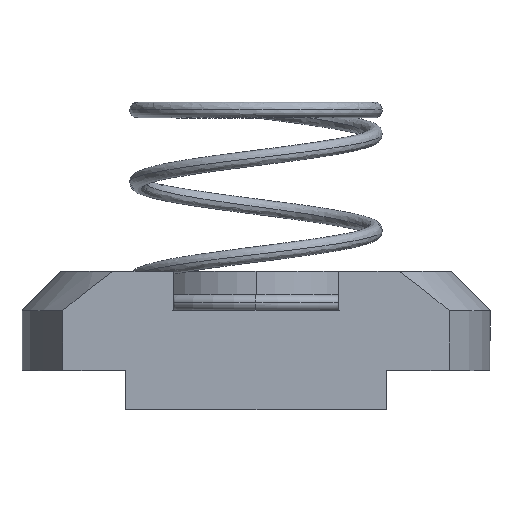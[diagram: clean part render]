
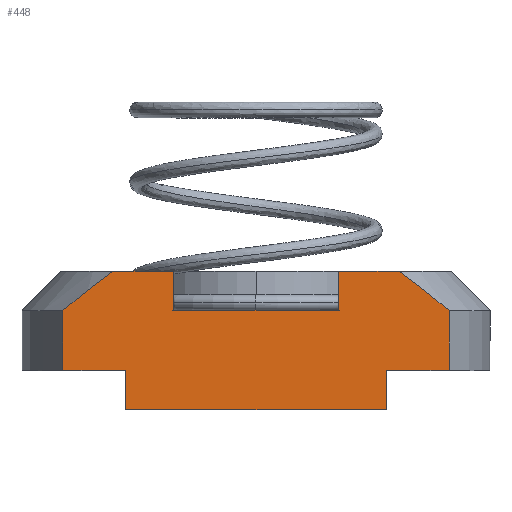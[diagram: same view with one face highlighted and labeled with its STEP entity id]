
A CAD part, top view. The second image highlights one B-rep face of the part: STEP entity #448.
In plain terms, the highlighted planar face has unit normal (0, 0, 1).
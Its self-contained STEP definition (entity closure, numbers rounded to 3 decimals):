
#46 = ORIENTED_EDGE ( 'NONE', *, *, #832, .T. ) ;
#47 = ORIENTED_EDGE ( 'NONE', *, *, #833, .T. ) ;
#48 = ORIENTED_EDGE ( 'NONE', *, *, #845, .T. ) ;
#49 = ORIENTED_EDGE ( 'NONE', *, *, #834, .T. ) ;
#50 = ORIENTED_EDGE ( 'NONE', *, *, #835, .T. ) ;
#51 = ORIENTED_EDGE ( 'NONE', *, *, #836, .T. ) ;
#52 = ORIENTED_EDGE ( 'NONE', *, *, #837, .T. ) ;
#53 = ORIENTED_EDGE ( 'NONE', *, *, #838, .T. ) ;
#54 = ORIENTED_EDGE ( 'NONE', *, *, #839, .T. ) ;
#55 = ORIENTED_EDGE ( 'NONE', *, *, #840, .T. ) ;
#56 = ORIENTED_EDGE ( 'NONE', *, *, #847, .F. ) ;
#57 = ORIENTED_EDGE ( 'NONE', *, *, #841, .T. ) ;
#58 = ORIENTED_EDGE ( 'NONE', *, *, #842, .F. ) ;
#59 = ORIENTED_EDGE ( 'NONE', *, *, #851, .F. ) ;
#122 = EDGE_LOOP ( 'NONE', ( #59, #58, #57, #56, #55, #54, #53, #52, #51, #50, #49, #48, #47, #46 ) ) ;
#154 = VERTEX_POINT ( 'NONE', #337 ) ;
#155 = VERTEX_POINT ( 'NONE', #338 ) ;
#156 = VERTEX_POINT ( 'NONE', #339 ) ;
#157 = VERTEX_POINT ( 'NONE', #336 ) ;
#158 = VERTEX_POINT ( 'NONE', #335 ) ;
#159 = VERTEX_POINT ( 'NONE', #334 ) ;
#161 = VERTEX_POINT ( 'NONE', #293 ) ;
#162 = VERTEX_POINT ( 'NONE', #292 ) ;
#163 = VERTEX_POINT ( 'NONE', #291 ) ;
#165 = VERTEX_POINT ( 'NONE', #289 ) ;
#166 = VERTEX_POINT ( 'NONE', #276 ) ;
#169 = VERTEX_POINT ( 'NONE', #285 ) ;
#171 = VERTEX_POINT ( 'NONE', #323 ) ;
#172 = VERTEX_POINT ( 'NONE', #324 ) ;
#276 = CARTESIAN_POINT ( 'NONE',  ( 5., 0., 5.1 ) ) ;
#285 = CARTESIAN_POINT ( 'NONE',  ( 7.416, 1.5, 5.1 ) ) ;
#289 = CARTESIAN_POINT ( 'NONE',  ( -7.416, 1.5, 5.1 ) ) ;
#291 = CARTESIAN_POINT ( 'NONE',  ( -7.416, 3.8, 5.1 ) ) ;
#292 = CARTESIAN_POINT ( 'NONE',  ( 7.416, 3.8, 5.1 ) ) ;
#293 = CARTESIAN_POINT ( 'NONE',  ( -5., 1.5, 5.1 ) ) ;
#323 = CARTESIAN_POINT ( 'NONE',  ( 5., 1.5, 5.1 ) ) ;
#324 = CARTESIAN_POINT ( 'NONE',  ( -5., 0., 5.1 ) ) ;
#334 = CARTESIAN_POINT ( 'NONE',  ( 5.499, 5.3, 5.1 ) ) ;
#335 = CARTESIAN_POINT ( 'NONE',  ( 3.161, 5.3, 5.1 ) ) ;
#336 = CARTESIAN_POINT ( 'NONE',  ( 3.161, 3.8, 5.1 ) ) ;
#337 = CARTESIAN_POINT ( 'NONE',  ( -5.499, 5.3, 5.1 ) ) ;
#338 = CARTESIAN_POINT ( 'NONE',  ( -3.161, 5.3, 5.1 ) ) ;
#339 = CARTESIAN_POINT ( 'NONE',  ( -3.161, 3.8, 5.1 ) ) ;
#397 = PLANE ( 'NONE',  #873 ) ;
#398 = CARTESIAN_POINT ( 'NONE',  ( -7.416, 5.3, 5.1 ) ) ;
#403 = DIRECTION ( 'NONE',  ( 0., 0., 1. ) ) ;
#404 = DIRECTION ( 'NONE',  ( 1., 0., 0. ) ) ;
#448 = ADVANCED_FACE ( 'NONE', ( #654 ), #397, .T. ) ;
#474 = B_SPLINE_CURVE_WITH_KNOTS ( 'NONE', 3,
 ( #2217, #2216, #2231, #2232 ),
 .UNSPECIFIED., .F., .F.,
 ( 4, 4 ),
 ( 0.012, 0.015 ),
 .UNSPECIFIED. ) ;
#500 = B_SPLINE_CURVE_WITH_KNOTS ( 'NONE', 3,
 ( #2213, #2207, #2218, #2219 ),
 .UNSPECIFIED., .F., .F.,
 ( 4, 4 ),
 ( 0.027, 0.029 ),
 .UNSPECIFIED. ) ;
#654 = FACE_OUTER_BOUND ( 'NONE', #122, .T. ) ;
#832 = EDGE_CURVE ( 'NONE', #161, #172, #1312, .T. ) ;
#833 = EDGE_CURVE ( 'NONE', #165, #161, #1317, .T. ) ;
#834 = EDGE_CURVE ( 'NONE', #154, #163, #500, .T. ) ;
#835 = EDGE_CURVE ( 'NONE', #155, #154, #1319, .T. ) ;
#836 = EDGE_CURVE ( 'NONE', #156, #155, #1316, .T. ) ;
#837 = EDGE_CURVE ( 'NONE', #157, #156, #1321, .T. ) ;
#838 = EDGE_CURVE ( 'NONE', #158, #157, #1323, .T. ) ;
#839 = EDGE_CURVE ( 'NONE', #159, #158, #1325, .T. ) ;
#840 = EDGE_CURVE ( 'NONE', #162, #159, #474, .T. ) ;
#841 = EDGE_CURVE ( 'NONE', #171, #169, #1329, .T. ) ;
#842 = EDGE_CURVE ( 'NONE', #171, #166, #1327, .T. ) ;
#845 = EDGE_CURVE ( 'NONE', #163, #165, #1335, .T. ) ;
#847 = EDGE_CURVE ( 'NONE', #162, #169, #1338, .T. ) ;
#851 = EDGE_CURVE ( 'NONE', #166, #172, #1343, .T. ) ;
#873 = AXIS2_PLACEMENT_3D ( 'NONE', #398, #403, #404 ) ;
#1312 = LINE ( 'NONE', #2212, #1315 ) ;
#1315 = VECTOR ( 'NONE', #2214, 1000. ) ;
#1316 = LINE ( 'NONE', #2222, #1322 ) ;
#1317 = LINE ( 'NONE', #2206, #1318 ) ;
#1318 = VECTOR ( 'NONE', #2215, 1000. ) ;
#1319 = LINE ( 'NONE', #2220, #1320 ) ;
#1320 = VECTOR ( 'NONE', #2221, 1000. ) ;
#1321 = LINE ( 'NONE', #2224, #1324 ) ;
#1322 = VECTOR ( 'NONE', #2223, 1000. ) ;
#1323 = LINE ( 'NONE', #2226, #1326 ) ;
#1324 = VECTOR ( 'NONE', #2225, 1000. ) ;
#1325 = LINE ( 'NONE', #2228, #1328 ) ;
#1326 = VECTOR ( 'NONE', #2227, 1000. ) ;
#1327 = LINE ( 'NONE', #2235, #1332 ) ;
#1328 = VECTOR ( 'NONE', #2229, 1000. ) ;
#1329 = LINE ( 'NONE', #2233, #1330 ) ;
#1330 = VECTOR ( 'NONE', #2234, 1000. ) ;
#1332 = VECTOR ( 'NONE', #2236, 1000. ) ;
#1335 = LINE ( 'NONE', #2238, #1337 ) ;
#1337 = VECTOR ( 'NONE', #2230, 1000. ) ;
#1338 = LINE ( 'NONE', #2240, #1339 ) ;
#1339 = VECTOR ( 'NONE', #2241, 1000. ) ;
#1343 = LINE ( 'NONE', #2250, #1345 ) ;
#1345 = VECTOR ( 'NONE', #2251, 1000. ) ;
#2206 = CARTESIAN_POINT ( 'NONE',  ( -7.416, 1.5, 5.1 ) ) ;
#2207 = CARTESIAN_POINT ( 'NONE',  ( -6.155, 4.819, 5.1 ) ) ;
#2212 = CARTESIAN_POINT ( 'NONE',  ( -5., 1.5, 5.1 ) ) ;
#2213 = CARTESIAN_POINT ( 'NONE',  ( -5.499, 5.3, 5.1 ) ) ;
#2214 = DIRECTION ( 'NONE',  ( 0., -1., 0. ) ) ;
#2215 = DIRECTION ( 'NONE',  ( 1., 0., 0. ) ) ;
#2216 = CARTESIAN_POINT ( 'NONE',  ( 6.789, 4.316, 5.1 ) ) ;
#2217 = CARTESIAN_POINT ( 'NONE',  ( 7.416, 3.8, 5.1 ) ) ;
#2218 = CARTESIAN_POINT ( 'NONE',  ( -6.79, 4.315, 5.1 ) ) ;
#2219 = CARTESIAN_POINT ( 'NONE',  ( -7.416, 3.8, 5.1 ) ) ;
#2220 = CARTESIAN_POINT ( 'NONE',  ( -7.416, 5.3, 5.1 ) ) ;
#2221 = DIRECTION ( 'NONE',  ( -1., 0., 0. ) ) ;
#2222 = CARTESIAN_POINT ( 'NONE',  ( -3.161, 0., 5.1 ) ) ;
#2223 = DIRECTION ( 'NONE',  ( 0., 1., 0. ) ) ;
#2224 = CARTESIAN_POINT ( 'NONE',  ( -4.25, 3.8, 5.1 ) ) ;
#2225 = DIRECTION ( 'NONE',  ( -1., 0., 0. ) ) ;
#2226 = CARTESIAN_POINT ( 'NONE',  ( 3.161, 0., 5.1 ) ) ;
#2227 = DIRECTION ( 'NONE',  ( 0., -1., 0. ) ) ;
#2228 = CARTESIAN_POINT ( 'NONE',  ( -7.416, 5.3, 5.1 ) ) ;
#2229 = DIRECTION ( 'NONE',  ( -1., 0., 0. ) ) ;
#2230 = DIRECTION ( 'NONE',  ( 0., -1., 0. ) ) ;
#2231 = CARTESIAN_POINT ( 'NONE',  ( 6.154, 4.82, 5.1 ) ) ;
#2232 = CARTESIAN_POINT ( 'NONE',  ( 5.499, 5.3, 5.1 ) ) ;
#2233 = CARTESIAN_POINT ( 'NONE',  ( -7.416, 1.5, 5.1 ) ) ;
#2234 = DIRECTION ( 'NONE',  ( 1., 0., 0. ) ) ;
#2235 = CARTESIAN_POINT ( 'NONE',  ( 5., 1.5, 5.1 ) ) ;
#2236 = DIRECTION ( 'NONE',  ( 0., -1., 0. ) ) ;
#2238 = CARTESIAN_POINT ( 'NONE',  ( -7.416, 5.3, 5.1 ) ) ;
#2240 = CARTESIAN_POINT ( 'NONE',  ( 7.416, 5.3, 5.1 ) ) ;
#2241 = DIRECTION ( 'NONE',  ( 0., -1., 0. ) ) ;
#2250 = CARTESIAN_POINT ( 'NONE',  ( -7.416, 0., 5.1 ) ) ;
#2251 = DIRECTION ( 'NONE',  ( -1., 0., 0. ) ) ;
